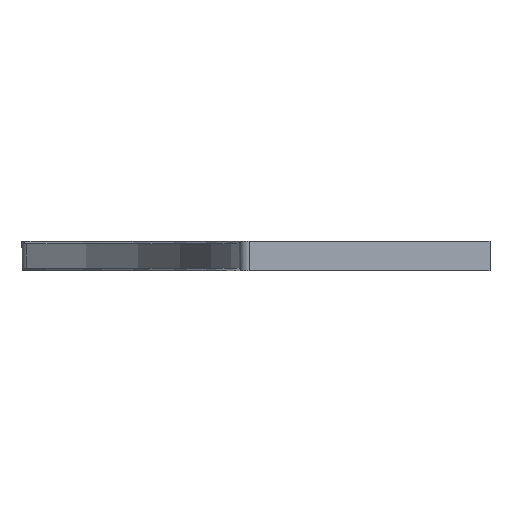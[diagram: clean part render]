
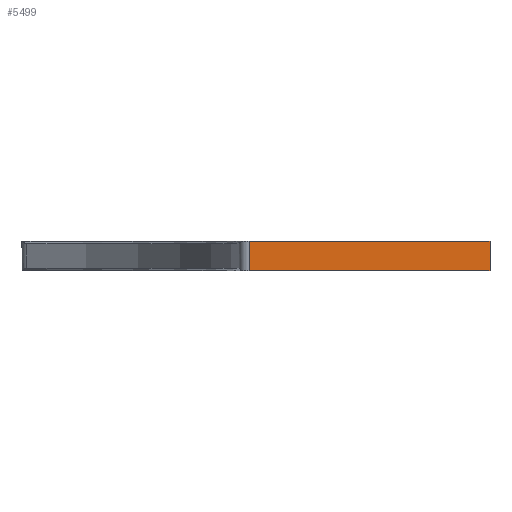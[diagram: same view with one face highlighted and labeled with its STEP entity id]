
A CAD part, front view. The second image highlights one B-rep face of the part: STEP entity #5499.
In plain terms, the highlighted planar face has unit normal (0, -1, 0).
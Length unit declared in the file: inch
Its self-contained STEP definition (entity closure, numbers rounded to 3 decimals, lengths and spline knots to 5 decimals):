
#78 = AXIS2_PLACEMENT_3D ( 'NONE', #4961, #4502, #2192 ) ;
#163 = VERTEX_POINT ( 'NONE', #2822 ) ;
#368 = CARTESIAN_POINT ( 'NONE',  ( 5.62861, 0., -0.3425 ) ) ;
#411 = LINE ( 'NONE', #4488, #5571 ) ;
#860 = LINE ( 'NONE', #3129, #901 ) ;
#883 = PLANE ( 'NONE',  #78 ) ;
#901 = VECTOR ( 'NONE', #4080, 39.37008 ) ;
#943 = DIRECTION ( 'NONE',  ( 0., 0., -1. ) ) ;
#1114 = LINE ( 'NONE', #4380, #3916 ) ;
#1208 = VERTEX_POINT ( 'NONE', #2009 ) ;
#1686 = DIRECTION ( 'NONE',  ( 0., 0., 1. ) ) ;
#1896 = VECTOR ( 'NONE', #943, 39.37008 ) ;
#2009 = CARTESIAN_POINT ( 'NONE',  ( 8.63, 0., -0.3735 ) ) ;
#2121 = VERTEX_POINT ( 'NONE', #5886 ) ;
#2180 = DIRECTION ( 'NONE',  ( 1., 0., 0. ) ) ;
#2192 = DIRECTION ( 'NONE',  ( 0., 0., -1. ) ) ;
#2258 = ORIENTED_EDGE ( 'NONE', *, *, #5463, .T. ) ;
#2822 = CARTESIAN_POINT ( 'NONE',  ( 8.63, 0., 0. ) ) ;
#3088 = FACE_OUTER_BOUND ( 'NONE', #5240, .T. ) ;
#3129 = CARTESIAN_POINT ( 'NONE',  ( 5.505, 0., 0. ) ) ;
#3164 = VERTEX_POINT ( 'NONE', #4739 ) ;
#3659 = LINE ( 'NONE', #368, #1896 ) ;
#3803 = EDGE_CURVE ( 'NONE', #3164, #163, #860, .T. ) ;
#3916 = VECTOR ( 'NONE', #1686, 39.37008 ) ;
#4080 = DIRECTION ( 'NONE',  ( 1., 0., 0. ) ) ;
#4380 = CARTESIAN_POINT ( 'NONE',  ( 8.63, 0., -0.3735 ) ) ;
#4385 = ORIENTED_EDGE ( 'NONE', *, *, #4871, .T. ) ;
#4488 = CARTESIAN_POINT ( 'NONE',  ( 5.505, 0., -0.3735 ) ) ;
#4502 = DIRECTION ( 'NONE',  ( 0., -1., 0. ) ) ;
#4739 = CARTESIAN_POINT ( 'NONE',  ( 5.62861, 0., 0. ) ) ;
#4871 = EDGE_CURVE ( 'NONE', #2121, #1208, #411, .T. ) ;
#4961 = CARTESIAN_POINT ( 'NONE',  ( 5.505, 0., -0.3735 ) ) ;
#5177 = ORIENTED_EDGE ( 'NONE', *, *, #5598, .T. ) ;
#5240 = EDGE_LOOP ( 'NONE', ( #5629, #2258, #4385, #5177 ) ) ;
#5463 = EDGE_CURVE ( 'NONE', #3164, #2121, #3659, .T. ) ;
#5499 = ADVANCED_FACE ( 'NONE', ( #3088 ), #883, .T. ) ;
#5571 = VECTOR ( 'NONE', #2180, 39.37008 ) ;
#5598 = EDGE_CURVE ( 'NONE', #1208, #163, #1114, .T. ) ;
#5629 = ORIENTED_EDGE ( 'NONE', *, *, #3803, .F. ) ;
#5886 = CARTESIAN_POINT ( 'NONE',  ( 5.62861, 0., -0.3735 ) ) ;
